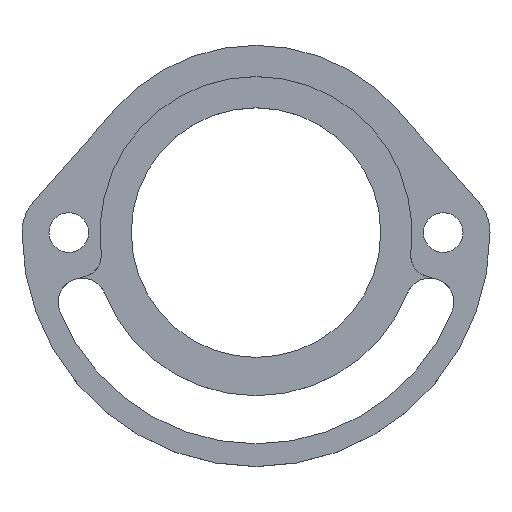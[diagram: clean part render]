
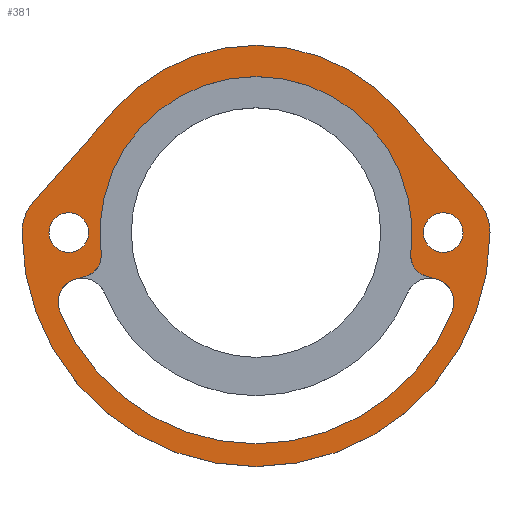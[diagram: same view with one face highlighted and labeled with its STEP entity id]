
A CAD part, top view. The second image highlights one B-rep face of the part: STEP entity #381.
In plain terms, the highlighted planar face has unit normal (0, 0, 1).
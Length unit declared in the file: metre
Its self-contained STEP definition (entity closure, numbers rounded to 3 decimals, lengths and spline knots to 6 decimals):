
#14=B_SPLINE_CURVE_WITH_KNOTS('',3,(#627,#628,#629,#630),.UNSPECIFIED.,
 .F.,.F.,(4,4),(0.,1.),.UNSPECIFIED.);
#15=B_SPLINE_CURVE_WITH_KNOTS('',3,(#634,#635,#636,#637),.UNSPECIFIED.,
 .F.,.F.,(4,4),(0.,1.),.UNSPECIFIED.);
#24=PLANE('',#431);
#35=LINE('',#591,#55);
#39=LINE('',#603,#59);
#41=LINE('',#624,#61);
#42=LINE('',#639,#62);
#55=VECTOR('',#478,1.);
#59=VECTOR('',#490,1.);
#61=VECTOR('',#518,1.);
#62=VECTOR('',#521,1.);
#103=ORIENTED_EDGE('',*,*,#205,.T.);
#104=ORIENTED_EDGE('',*,*,#206,.T.);
#105=ORIENTED_EDGE('',*,*,#207,.F.);
#106=ORIENTED_EDGE('',*,*,#208,.T.);
#107=ORIENTED_EDGE('',*,*,#209,.F.);
#108=ORIENTED_EDGE('',*,*,#210,.T.);
#109=ORIENTED_EDGE('',*,*,#211,.F.);
#110=ORIENTED_EDGE('',*,*,#212,.T.);
#111=ORIENTED_EDGE('',*,*,#185,.T.);
#112=ORIENTED_EDGE('',*,*,#189,.T.);
#113=ORIENTED_EDGE('',*,*,#192,.T.);
#114=ORIENTED_EDGE('',*,*,#195,.T.);
#115=ORIENTED_EDGE('',*,*,#198,.T.);
#116=ORIENTED_EDGE('',*,*,#204,.T.);
#117=ORIENTED_EDGE('',*,*,#201,.F.);
#118=ORIENTED_EDGE('',*,*,#199,.F.);
#185=EDGE_CURVE('',#240,#239,#274,.T.);
#189=EDGE_CURVE('',#239,#242,#35,.T.);
#192=EDGE_CURVE('',#242,#244,#276,.T.);
#195=EDGE_CURVE('',#244,#246,#39,.T.);
#198=EDGE_CURVE('',#246,#248,#278,.T.);
#199=EDGE_CURVE('',#249,#249,#279,.T.);
#201=EDGE_CURVE('',#251,#251,#281,.T.);
#204=EDGE_CURVE('',#248,#240,#284,.T.);
#205=EDGE_CURVE('',#253,#254,#41,.T.);
#206=EDGE_CURVE('',#254,#255,#14,.T.);
#207=EDGE_CURVE('',#256,#255,#285,.T.);
#208=EDGE_CURVE('',#256,#257,#15,.T.);
#209=EDGE_CURVE('',#258,#257,#42,.T.);
#210=EDGE_CURVE('',#258,#259,#286,.T.);
#211=EDGE_CURVE('',#260,#259,#287,.T.);
#212=EDGE_CURVE('',#260,#253,#288,.T.);
#239=VERTEX_POINT('',#582);
#240=VERTEX_POINT('',#584);
#242=VERTEX_POINT('',#590);
#244=VERTEX_POINT('',#596);
#246=VERTEX_POINT('',#602);
#248=VERTEX_POINT('',#608);
#249=VERTEX_POINT('',#612);
#251=VERTEX_POINT('',#617);
#253=VERTEX_POINT('',#625);
#254=VERTEX_POINT('',#626);
#255=VERTEX_POINT('',#631);
#256=VERTEX_POINT('',#633);
#257=VERTEX_POINT('',#638);
#258=VERTEX_POINT('',#640);
#259=VERTEX_POINT('',#642);
#260=VERTEX_POINT('',#644);
#274=CIRCLE('',#413,0.004763);
#276=CIRCLE('',#417,0.01905);
#278=CIRCLE('',#421,0.004763);
#279=CIRCLE('',#423,0.002019);
#281=CIRCLE('',#426,0.002019);
#284=CIRCLE('',#430,0.023813);
#285=CIRCLE('',#432,0.015875);
#286=CIRCLE('',#433,0.002451);
#287=CIRCLE('',#434,0.021501);
#288=CIRCLE('',#435,0.002451);
#308=EDGE_LOOP('',(#103,#104,#105,#106,#107,#108,#109,#110));
#309=EDGE_LOOP('',(#111,#112,#113,#114,#115,#116));
#310=EDGE_LOOP('',(#117));
#311=EDGE_LOOP('',(#118));
#340=FACE_BOUND('',#308,.T.);
#341=FACE_BOUND('',#309,.T.);
#342=FACE_BOUND('',#310,.T.);
#343=FACE_BOUND('',#311,.T.);
#381=ADVANCED_FACE('',(#340,#341,#342,#343),#24,.T.);
#413=AXIS2_PLACEMENT_3D('',#583,#471,#472);
#417=AXIS2_PLACEMENT_3D('',#597,#484,#485);
#421=AXIS2_PLACEMENT_3D('',#609,#496,#497);
#423=AXIS2_PLACEMENT_3D('',#611,#500,#501);
#426=AXIS2_PLACEMENT_3D('',#616,#506,#507);
#430=AXIS2_PLACEMENT_3D('',#622,#514,#515);
#431=AXIS2_PLACEMENT_3D('',#623,#516,#517);
#432=AXIS2_PLACEMENT_3D('',#632,#519,#520);
#433=AXIS2_PLACEMENT_3D('',#641,#522,#523);
#434=AXIS2_PLACEMENT_3D('',#643,#524,#525);
#435=AXIS2_PLACEMENT_3D('',#645,#526,#527);
#471=DIRECTION('',(0.,0.,1.));
#472=DIRECTION('',(1.,0.,0.));
#478=DIRECTION('',(-0.661,0.75,0.));
#484=DIRECTION('',(0.,0.,1.));
#485=DIRECTION('',(1.,0.,0.));
#490=DIRECTION('',(-0.661,-0.75,0.));
#496=DIRECTION('',(0.,0.,1.));
#497=DIRECTION('',(1.,0.,0.));
#500=DIRECTION('',(0.,0.,1.));
#501=DIRECTION('',(1.,0.,0.));
#506=DIRECTION('',(0.,0.,1.));
#507=DIRECTION('',(1.,0.,0.));
#514=DIRECTION('',(0.,0.,1.));
#515=DIRECTION('',(1.,0.,0.));
#516=DIRECTION('',(0.,0.,1.));
#517=DIRECTION('',(1.,0.,0.));
#518=DIRECTION('',(0.968,0.249,0.));
#519=DIRECTION('',(0.,0.,1.));
#520=DIRECTION('',(1.,0.,0.));
#521=DIRECTION('',(-0.968,0.249,0.));
#522=DIRECTION('',(0.,0.,-1.));
#523=DIRECTION('',(1.,0.,0.));
#524=DIRECTION('',(0.,0.,1.));
#525=DIRECTION('',(1.,0.,0.));
#526=DIRECTION('',(0.,0.,-1.));
#527=DIRECTION('',(1.,0.,0.));
#582=CARTESIAN_POINT('',(0.022622,0.00315,0.003175));
#583=CARTESIAN_POINT('',(0.01905,0.,0.003175));
#584=CARTESIAN_POINT('',(0.023813,0.,0.003175));
#590=CARTESIAN_POINT('',(0.014288,0.0126,0.003175));
#591=CARTESIAN_POINT('',(0.018455,0.007875,0.003175));
#596=CARTESIAN_POINT('',(-0.014288,0.0126,0.003175));
#597=CARTESIAN_POINT('',(0.,0.,0.003175));
#602=CARTESIAN_POINT('',(-0.022622,0.00315,0.003175));
#603=CARTESIAN_POINT('',(-0.018455,0.007875,0.003175));
#608=CARTESIAN_POINT('',(-0.023813,0.,0.003175));
#609=CARTESIAN_POINT('',(-0.01905,0.,0.003175));
#611=CARTESIAN_POINT('',(-0.01905,0.,0.003175));
#612=CARTESIAN_POINT('',(-0.017031,0.,0.003175));
#616=CARTESIAN_POINT('',(0.01905,0.,0.003175));
#617=CARTESIAN_POINT('',(0.021069,0.,0.003175));
#622=CARTESIAN_POINT('',(0.,0.,0.003175));
#623=CARTESIAN_POINT('',(0.,-0.002381,0.003175));
#624=CARTESIAN_POINT('',(-0.016835,-0.004333,0.003175));
#625=CARTESIAN_POINT('',(-0.018295,-0.004709,0.003175));
#626=CARTESIAN_POINT('',(-0.017663,-0.004547,0.003175));
#627=CARTESIAN_POINT('',(-0.017663,-0.004547,0.003175));
#628=CARTESIAN_POINT('',(-0.016236,-0.004179,0.003175));
#629=CARTESIAN_POINT('',(-0.015606,-0.003263,0.003175));
#630=CARTESIAN_POINT('',(-0.015773,-0.001799,0.003175));
#631=CARTESIAN_POINT('',(-0.015773,-0.001799,0.003175));
#632=CARTESIAN_POINT('',(0.,0.,0.003175));
#633=CARTESIAN_POINT('',(0.015773,-0.001799,0.003175));
#634=CARTESIAN_POINT('',(0.015773,-0.001799,0.003175));
#635=CARTESIAN_POINT('',(0.015606,-0.003263,0.003175));
#636=CARTESIAN_POINT('',(0.016236,-0.004179,0.003175));
#637=CARTESIAN_POINT('',(0.017663,-0.004547,0.003175));
#638=CARTESIAN_POINT('',(0.017663,-0.004547,0.003175));
#639=CARTESIAN_POINT('',(0.016835,-0.004333,0.003175));
#640=CARTESIAN_POINT('',(0.018295,-0.004709,0.003175));
#641=CARTESIAN_POINT('',(0.017684,-0.007083,0.003175));
#642=CARTESIAN_POINT('',(0.01996,-0.007994,0.003175));
#643=CARTESIAN_POINT('',(0.,0.,0.003175));
#644=CARTESIAN_POINT('',(-0.01996,-0.007994,0.003175));
#645=CARTESIAN_POINT('',(-0.017684,-0.007083,0.003175));
